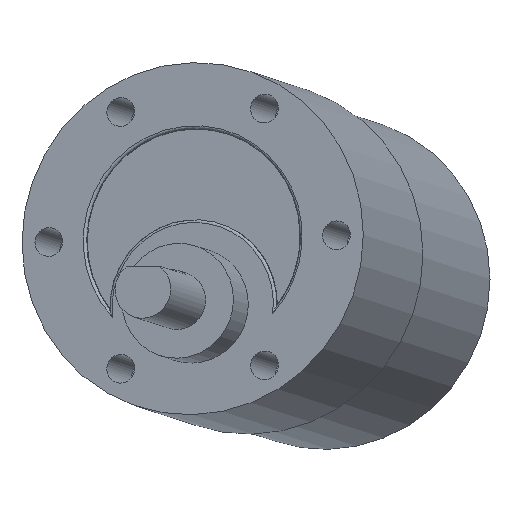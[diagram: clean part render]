
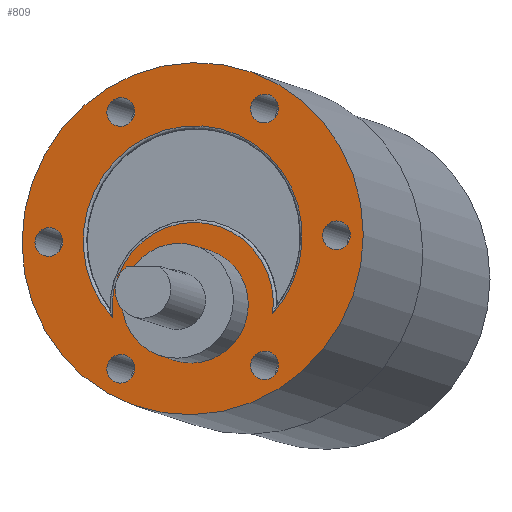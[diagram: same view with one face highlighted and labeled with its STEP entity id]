
A CAD part, front view. The second image highlights one B-rep face of the part: STEP entity #809.
In plain terms, the highlighted planar face has unit normal (-0.259, -0.962, 0.084).
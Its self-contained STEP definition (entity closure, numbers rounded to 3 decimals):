
#14=FACE_BOUND('',#276,.T.);
#15=FACE_BOUND('',#277,.T.);
#16=FACE_BOUND('',#278,.T.);
#17=FACE_BOUND('',#279,.T.);
#18=FACE_BOUND('',#280,.T.);
#19=FACE_BOUND('',#281,.T.);
#20=FACE_BOUND('',#282,.T.);
#21=FACE_BOUND('',#283,.T.);
#32=PLANE('',#882);
#221=FACE_OUTER_BOUND('',#275,.T.);
#275=EDGE_LOOP('',(#592));
#276=EDGE_LOOP('',(#593));
#277=EDGE_LOOP('',(#594));
#278=EDGE_LOOP('',(#595));
#279=EDGE_LOOP('',(#596));
#280=EDGE_LOOP('',(#597));
#281=EDGE_LOOP('',(#598));
#282=EDGE_LOOP('',(#599));
#283=EDGE_LOOP('',(#600,#601));
#347=CIRCLE('',#876,11.8);
#348=CIRCLE('',#878,8.7);
#351=CIRCLE('',#883,18.4);
#352=CIRCLE('',#884,6.);
#353=CIRCLE('',#885,1.5);
#354=CIRCLE('',#886,1.5);
#355=CIRCLE('',#887,1.5);
#356=CIRCLE('',#888,1.5);
#357=CIRCLE('',#889,1.5);
#358=CIRCLE('',#890,1.5);
#396=VERTEX_POINT('',#1249);
#397=VERTEX_POINT('',#1264);
#400=VERTEX_POINT('',#1290);
#401=VERTEX_POINT('',#1292);
#402=VERTEX_POINT('',#1294);
#403=VERTEX_POINT('',#1296);
#404=VERTEX_POINT('',#1298);
#405=VERTEX_POINT('',#1300);
#406=VERTEX_POINT('',#1302);
#407=VERTEX_POINT('',#1304);
#470=EDGE_CURVE('',#396,#397,#347,.T.);
#472=EDGE_CURVE('',#397,#396,#348,.T.);
#477=EDGE_CURVE('',#400,#400,#351,.T.);
#478=EDGE_CURVE('',#401,#401,#352,.T.);
#479=EDGE_CURVE('',#402,#402,#353,.T.);
#480=EDGE_CURVE('',#403,#403,#354,.T.);
#481=EDGE_CURVE('',#404,#404,#355,.T.);
#482=EDGE_CURVE('',#405,#405,#356,.T.);
#483=EDGE_CURVE('',#406,#406,#357,.T.);
#484=EDGE_CURVE('',#407,#407,#358,.T.);
#592=ORIENTED_EDGE('',*,*,#477,.T.);
#593=ORIENTED_EDGE('',*,*,#478,.T.);
#594=ORIENTED_EDGE('',*,*,#479,.T.);
#595=ORIENTED_EDGE('',*,*,#480,.T.);
#596=ORIENTED_EDGE('',*,*,#481,.T.);
#597=ORIENTED_EDGE('',*,*,#482,.T.);
#598=ORIENTED_EDGE('',*,*,#483,.T.);
#599=ORIENTED_EDGE('',*,*,#484,.T.);
#600=ORIENTED_EDGE('',*,*,#470,.F.);
#601=ORIENTED_EDGE('',*,*,#472,.F.);
#809=ADVANCED_FACE('',(#221,#14,#15,#16,#17,#18,#19,#20,#21),#32,.T.);
#876=AXIS2_PLACEMENT_3D('',#1265,#982,#983);
#878=AXIS2_PLACEMENT_3D('',#1281,#986,#987);
#882=AXIS2_PLACEMENT_3D('',#1289,#996,#997);
#883=AXIS2_PLACEMENT_3D('',#1291,#998,#999);
#884=AXIS2_PLACEMENT_3D('',#1293,#1000,#1001);
#885=AXIS2_PLACEMENT_3D('',#1295,#1002,#1003);
#886=AXIS2_PLACEMENT_3D('',#1297,#1004,#1005);
#887=AXIS2_PLACEMENT_3D('',#1299,#1006,#1007);
#888=AXIS2_PLACEMENT_3D('',#1301,#1008,#1009);
#889=AXIS2_PLACEMENT_3D('',#1303,#1010,#1011);
#890=AXIS2_PLACEMENT_3D('',#1305,#1012,#1013);
#982=DIRECTION('center_axis',(-0.259,-0.962,0.084));
#983=DIRECTION('ref_axis',(0.,0.087,0.996));
#986=DIRECTION('center_axis',(0.259,0.962,-0.084));
#987=DIRECTION('ref_axis',(0.,0.087,0.996));
#996=DIRECTION('center_axis',(-0.259,-0.962,0.084));
#997=DIRECTION('ref_axis',(-0.966,0.258,-0.023));
#998=DIRECTION('center_axis',(-0.259,-0.962,0.084));
#999=DIRECTION('ref_axis',(-0.966,0.258,-0.023));
#1000=DIRECTION('center_axis',(0.259,0.962,-0.084));
#1001=DIRECTION('ref_axis',(-0.966,0.258,-0.023));
#1002=DIRECTION('center_axis',(0.259,0.962,-0.084));
#1003=DIRECTION('ref_axis',(-0.966,0.258,-0.023));
#1004=DIRECTION('center_axis',(0.259,0.962,-0.084));
#1005=DIRECTION('ref_axis',(-0.966,0.258,-0.023));
#1006=DIRECTION('center_axis',(0.259,0.962,-0.084));
#1007=DIRECTION('ref_axis',(-0.966,0.258,-0.023));
#1008=DIRECTION('center_axis',(0.259,0.962,-0.084));
#1009=DIRECTION('ref_axis',(-0.966,0.258,-0.023));
#1010=DIRECTION('center_axis',(0.259,0.962,-0.084));
#1011=DIRECTION('ref_axis',(-0.966,0.258,-0.023));
#1012=DIRECTION('center_axis',(0.259,0.962,-0.084));
#1013=DIRECTION('ref_axis',(-0.966,0.258,-0.023));
#1249=CARTESIAN_POINT('',(2.132,-26.022,24.907));
#1264=CARTESIAN_POINT('',(-14.555,-21.568,24.517));
#1265=CARTESIAN_POINT('Origin',(-6.212,-23.094,32.72));
#1281=CARTESIAN_POINT('Origin',(-6.212,-23.704,25.747));
#1289=CARTESIAN_POINT('Origin',(-6.212,-23.094,32.72));
#1290=CARTESIAN_POINT('',(11.561,-27.838,33.136));
#1291=CARTESIAN_POINT('Origin',(-6.212,-23.094,32.72));
#1292=CARTESIAN_POINT('',(-0.416,-25.251,25.882));
#1293=CARTESIAN_POINT('Origin',(-6.212,-23.704,25.747));
#1294=CARTESIAN_POINT('',(2.723,-26.649,19.557));
#1295=CARTESIAN_POINT('Origin',(1.274,-26.262,19.523));
#1296=CARTESIAN_POINT('',(-19.735,-19.484,32.405));
#1297=CARTESIAN_POINT('Origin',(-21.184,-19.098,32.371));
#1298=CARTESIAN_POINT('',(-12.249,-20.313,45.952));
#1299=CARTESIAN_POINT('Origin',(-13.698,-19.926,45.918));
#1300=CARTESIAN_POINT('',(10.209,-27.477,33.104));
#1301=CARTESIAN_POINT('Origin',(8.76,-27.09,33.07));
#1302=CARTESIAN_POINT('',(-12.249,-22.652,19.207));
#1303=CARTESIAN_POINT('Origin',(-13.698,-22.266,19.173));
#1304=CARTESIAN_POINT('',(2.723,-24.309,46.301));
#1305=CARTESIAN_POINT('Origin',(1.274,-23.922,46.268));
